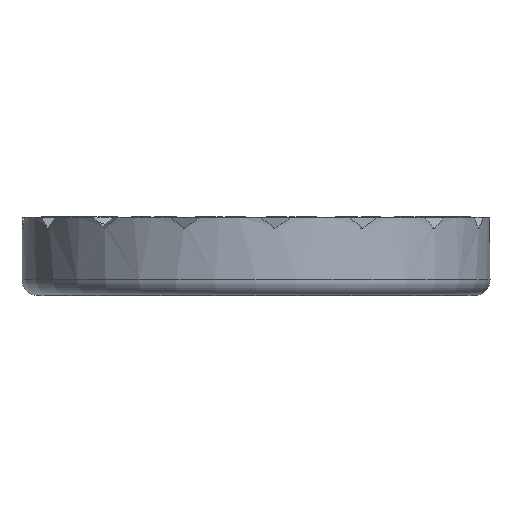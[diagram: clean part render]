
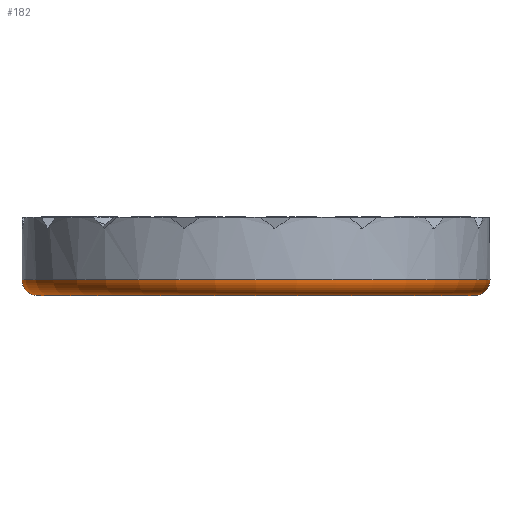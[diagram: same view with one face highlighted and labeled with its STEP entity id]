
A CAD part, front view. The second image highlights one B-rep face of the part: STEP entity #182.
In plain terms, the highlighted toroidal (fillet/blend) face has major radius 2.8 mm and minor radius 0.2 mm.
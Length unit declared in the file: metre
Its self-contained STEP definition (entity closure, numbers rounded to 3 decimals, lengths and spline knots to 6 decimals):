
#182=ADVANCED_FACE('',(#452,#453),#454,.T.);
#452=FACE_OUTER_BOUND('',#876,.T.);
#453=FACE_OUTER_BOUND('',#877,.T.);
#454=TOROIDAL_SURFACE('',#878,0.0028,0.0002);
#876=EDGE_LOOP('',(#1647));
#877=EDGE_LOOP('',(#1648));
#878=AXIS2_PLACEMENT_3D('',#1649,#1650,#1651);
#1647=ORIENTED_EDGE('',*,*,#2571,.F.);
#1648=ORIENTED_EDGE('',*,*,#2572,.F.);
#1649=CARTESIAN_POINT('',(0.0,0.0,-0.0008));
#1650=DIRECTION('',(0.0,0.0,-1.0));
#1651=DIRECTION('',(-1.0,0.0,0.0));
#2571=EDGE_CURVE('',#3057,#3057,#3058,.T.);
#2572=EDGE_CURVE('',#3059,#3059,#3060,.F.);
#3057=VERTEX_POINT('',#3780);
#3058=CIRCLE('',#3781,0.0028);
#3059=VERTEX_POINT('',#3782);
#3060=CIRCLE('',#3783,0.003);
#3780=CARTESIAN_POINT('',(-0.0028,0.0,-0.001));
#3781=AXIS2_PLACEMENT_3D('',#4525,#4526,#4527);
#3782=CARTESIAN_POINT('',(-0.003,0.,-0.0008));
#3783=AXIS2_PLACEMENT_3D('',#4528,#4529,#4530);
#4525=CARTESIAN_POINT('',(0.0,0.0,-0.001));
#4526=DIRECTION('',(0.0,0.0,-1.0));
#4527=DIRECTION('',(-1.0,0.0,0.0));
#4528=CARTESIAN_POINT('',(0.0,0.0,-0.0008));
#4529=DIRECTION('',(0.0,0.0,-1.0));
#4530=DIRECTION('',(-1.0,0.0,0.0));
